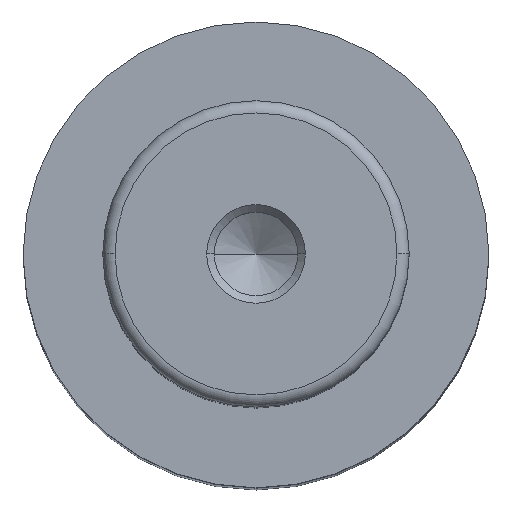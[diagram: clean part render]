
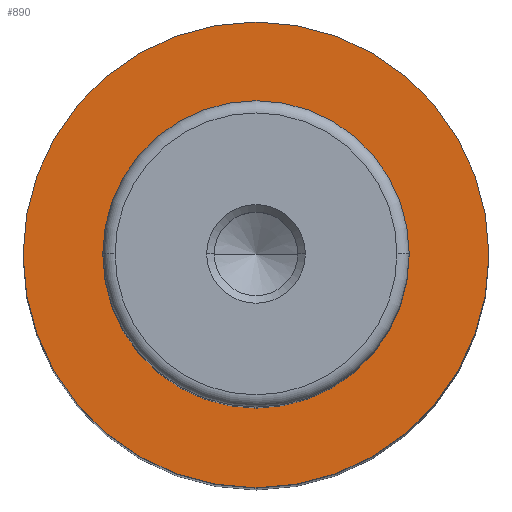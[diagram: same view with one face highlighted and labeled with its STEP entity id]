
A CAD part, top view. The second image highlights one B-rep face of the part: STEP entity #890.
In plain terms, the highlighted planar face has unit normal (0, 0, 1).
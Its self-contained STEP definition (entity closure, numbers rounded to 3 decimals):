
#94 = DIRECTION ( 'NONE',  ( -1., 0., 0. ) ) ;
#109 = ORIENTED_EDGE ( 'NONE', *, *, #171, .F. ) ;
#112 = DIRECTION ( 'NONE',  ( 0., 0., -1. ) ) ;
#118 = AXIS2_PLACEMENT_3D ( 'NONE', #887, #430, #714 ) ;
#119 = CARTESIAN_POINT ( 'NONE',  ( 19., 0., 103. ) ) ;
#171 = EDGE_CURVE ( 'NONE', #1147, #710, #873, .T. ) ;
#289 = PLANE ( 'NONE',  #1164 ) ;
#324 = FACE_BOUND ( 'NONE', #801, .T. ) ;
#388 = CARTESIAN_POINT ( 'NONE',  ( -12.5, 0., 103. ) ) ;
#409 = DIRECTION ( 'NONE',  ( -1., 0., 0. ) ) ;
#430 = DIRECTION ( 'NONE',  ( 0., 0., -1. ) ) ;
#442 = EDGE_LOOP ( 'NONE', ( #109, #1055 ) ) ;
#479 = CIRCLE ( 'NONE', #1143, 12.5 ) ;
#480 = EDGE_CURVE ( 'NONE', #652, #993, #842, .T. ) ;
#483 = DIRECTION ( 'NONE',  ( 0., 0., 1. ) ) ;
#486 = DIRECTION ( 'NONE',  ( 0., 0., -1. ) ) ;
#544 = CARTESIAN_POINT ( 'NONE',  ( 0., 0., 103. ) ) ;
#629 = FACE_OUTER_BOUND ( 'NONE', #442, .T. ) ;
#637 = ORIENTED_EDGE ( 'NONE', *, *, #480, .T. ) ;
#652 = VERTEX_POINT ( 'NONE', #388 ) ;
#670 = CARTESIAN_POINT ( 'NONE',  ( -12.5, 0., 103. ) ) ;
#674 = AXIS2_PLACEMENT_3D ( 'NONE', #772, #486, #764 ) ;
#710 = VERTEX_POINT ( 'NONE', #119 ) ;
#714 = DIRECTION ( 'NONE',  ( -1., 0., 0. ) ) ;
#760 = DIRECTION ( 'NONE',  ( 1., 0., 0. ) ) ;
#764 = DIRECTION ( 'NONE',  ( -1., 0., 0. ) ) ;
#772 = CARTESIAN_POINT ( 'NONE',  ( 0., 0., 103. ) ) ;
#801 = EDGE_LOOP ( 'NONE', ( #637, #1161 ) ) ;
#842 = CIRCLE ( 'NONE', #1092, 12.5 ) ;
#873 = CIRCLE ( 'NONE', #674, 19. ) ;
#887 = CARTESIAN_POINT ( 'NONE',  ( 0., 0., 103. ) ) ;
#890 = ADVANCED_FACE ( 'NONE', ( #324, #629 ), #289, .T. ) ;
#974 = EDGE_CURVE ( 'NONE', #993, #652, #479, .T. ) ;
#980 = DIRECTION ( 'NONE',  ( 0., 0., -1. ) ) ;
#993 = VERTEX_POINT ( 'NONE', #1062 ) ;
#1000 = EDGE_CURVE ( 'NONE', #710, #1147, #1167, .T. ) ;
#1055 = ORIENTED_EDGE ( 'NONE', *, *, #1000, .F. ) ;
#1062 = CARTESIAN_POINT ( 'NONE',  ( 12.5, 0., 103. ) ) ;
#1092 = AXIS2_PLACEMENT_3D ( 'NONE', #544, #112, #94 ) ;
#1143 = AXIS2_PLACEMENT_3D ( 'NONE', #1152, #980, #409 ) ;
#1147 = VERTEX_POINT ( 'NONE', #1194 ) ;
#1152 = CARTESIAN_POINT ( 'NONE',  ( 0., 0., 103. ) ) ;
#1161 = ORIENTED_EDGE ( 'NONE', *, *, #974, .T. ) ;
#1164 = AXIS2_PLACEMENT_3D ( 'NONE', #670, #483, #760 ) ;
#1167 = CIRCLE ( 'NONE', #118, 19. ) ;
#1194 = CARTESIAN_POINT ( 'NONE',  ( -19., 0., 103. ) ) ;
